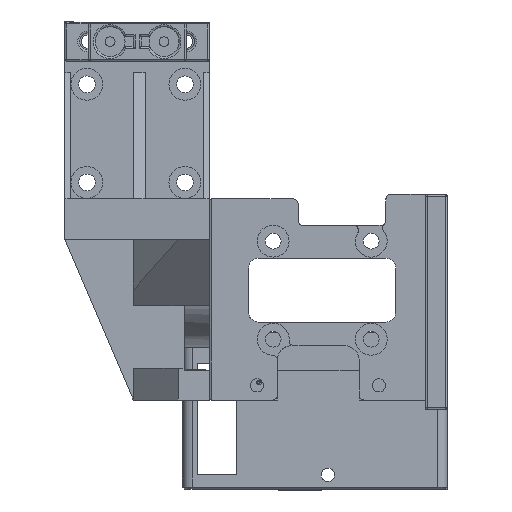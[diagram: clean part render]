
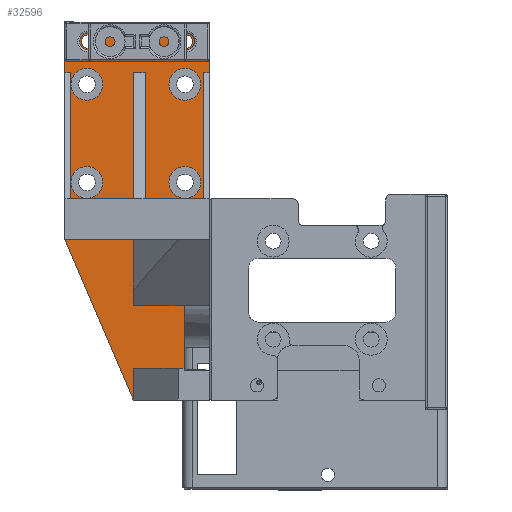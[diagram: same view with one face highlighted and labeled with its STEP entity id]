
A CAD part, front view. The second image highlights one B-rep face of the part: STEP entity #32596.
In plain terms, the highlighted planar face has unit normal (0, -1, 0).
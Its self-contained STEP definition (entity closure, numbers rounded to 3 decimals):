
#1154=FACE_BOUND('',#5123,.T.);
#1155=FACE_BOUND('',#5124,.T.);
#1156=FACE_BOUND('',#5125,.T.);
#1157=FACE_BOUND('',#5126,.T.);
#1158=FACE_BOUND('',#5127,.T.);
#1159=FACE_BOUND('',#5128,.T.);
#1422=CIRCLE('',#34625,1.35);
#1425=CIRCLE('',#34630,1.35);
#1434=CIRCLE('',#34650,3.25);
#1435=CIRCLE('',#34652,3.25);
#1436=CIRCLE('',#34654,3.25);
#1437=CIRCLE('',#34656,3.25);
#3158=FACE_OUTER_BOUND('',#5122,.T.);
#5122=EDGE_LOOP('',(#28208,#28209,#28210,#28211,#28212,#28213,#28214,#28215,
#28216,#28217,#28218,#28219,#28220,#28221,#28222,#28223,#28224,#28225,#28226));
#5123=EDGE_LOOP('',(#28227));
#5124=EDGE_LOOP('',(#28228));
#5125=EDGE_LOOP('',(#28229));
#5126=EDGE_LOOP('',(#28230));
#5127=EDGE_LOOP('',(#28231));
#5128=EDGE_LOOP('',(#28232));
#8800=LINE('',#52954,#12627);
#8806=LINE('',#52965,#12633);
#8808=LINE('',#52971,#12635);
#8822=LINE('',#53154,#12649);
#8830=LINE('',#53177,#12657);
#8836=LINE('',#53189,#12663);
#8845=LINE('',#53206,#12672);
#8855=LINE('',#53284,#12682);
#8856=LINE('',#53285,#12683);
#8857=LINE('',#53287,#12684);
#8858=LINE('',#53289,#12685);
#8859=LINE('',#53291,#12686);
#8860=LINE('',#53293,#12687);
#8861=LINE('',#53294,#12688);
#8862=LINE('',#53296,#12689);
#8863=LINE('',#53298,#12690);
#8864=LINE('',#53300,#12691);
#8865=LINE('',#53302,#12692);
#8866=LINE('',#53303,#12693);
#12627=VECTOR('',#41734,10.);
#12633=VECTOR('',#41742,10.);
#12635=VECTOR('',#41748,10.);
#12649=VECTOR('',#41832,10.);
#12657=VECTOR('',#41842,10.);
#12663=VECTOR('',#41850,10.);
#12672=VECTOR('',#41865,10.);
#12682=VECTOR('',#41917,10.);
#12683=VECTOR('',#41918,10.);
#12684=VECTOR('',#41919,10.);
#12685=VECTOR('',#41920,10.);
#12686=VECTOR('',#41921,10.);
#12687=VECTOR('',#41922,10.);
#12688=VECTOR('',#41923,10.);
#12689=VECTOR('',#41924,10.);
#12690=VECTOR('',#41925,10.);
#12691=VECTOR('',#41926,10.);
#12692=VECTOR('',#41927,10.);
#12693=VECTOR('',#41928,10.);
#15561=VERTEX_POINT('',#52951);
#15562=VERTEX_POINT('',#52953);
#15563=VERTEX_POINT('',#52957);
#15566=VERTEX_POINT('',#52963);
#15568=VERTEX_POINT('',#52969);
#15587=VERTEX_POINT('',#53138);
#15589=VERTEX_POINT('',#53146);
#15590=VERTEX_POINT('',#53150);
#15592=VERTEX_POINT('',#53153);
#15597=VERTEX_POINT('',#53169);
#15600=VERTEX_POINT('',#53175);
#15605=VERTEX_POINT('',#53187);
#15610=VERTEX_POINT('',#53205);
#15624=VERTEX_POINT('',#53268);
#15625=VERTEX_POINT('',#53272);
#15626=VERTEX_POINT('',#53276);
#15627=VERTEX_POINT('',#53280);
#15628=VERTEX_POINT('',#53286);
#15629=VERTEX_POINT('',#53288);
#15630=VERTEX_POINT('',#53290);
#15631=VERTEX_POINT('',#53292);
#15632=VERTEX_POINT('',#53295);
#15633=VERTEX_POINT('',#53297);
#15634=VERTEX_POINT('',#53299);
#15635=VERTEX_POINT('',#53301);
#19789=EDGE_CURVE('',#15562,#15561,#8800,.T.);
#19795=EDGE_CURVE('',#15561,#15566,#8806,.F.);
#19798=EDGE_CURVE('',#15563,#15568,#8808,.T.);
#19829=EDGE_CURVE('',#15587,#15587,#1422,.T.);
#19833=EDGE_CURVE('',#15589,#15589,#1425,.T.);
#19836=EDGE_CURVE('',#15590,#15592,#8822,.T.);
#19845=EDGE_CURVE('',#15597,#15600,#8830,.T.);
#19851=EDGE_CURVE('',#15590,#15605,#8836,.T.);
#19860=EDGE_CURVE('',#15610,#15562,#8845,.T.);
#19876=EDGE_CURVE('',#15624,#15624,#1434,.T.);
#19878=EDGE_CURVE('',#15625,#15625,#1435,.T.);
#19880=EDGE_CURVE('',#15626,#15626,#1436,.T.);
#19882=EDGE_CURVE('',#15627,#15627,#1437,.T.);
#19884=EDGE_CURVE('',#15568,#15597,#8855,.T.);
#19885=EDGE_CURVE('',#15592,#15600,#8856,.T.);
#19886=EDGE_CURVE('',#15605,#15628,#8857,.T.);
#19887=EDGE_CURVE('',#15628,#15629,#8858,.T.);
#19888=EDGE_CURVE('',#15629,#15630,#8859,.T.);
#19889=EDGE_CURVE('',#15631,#15630,#8860,.T.);
#19890=EDGE_CURVE('',#15610,#15631,#8861,.T.);
#19891=EDGE_CURVE('',#15566,#15632,#8862,.T.);
#19892=EDGE_CURVE('',#15632,#15633,#8863,.T.);
#19893=EDGE_CURVE('',#15633,#15634,#8864,.T.);
#19894=EDGE_CURVE('',#15635,#15634,#8865,.T.);
#19895=EDGE_CURVE('',#15635,#15563,#8866,.T.);
#28208=ORIENTED_EDGE('',*,*,#19798,.T.);
#28209=ORIENTED_EDGE('',*,*,#19884,.T.);
#28210=ORIENTED_EDGE('',*,*,#19845,.T.);
#28211=ORIENTED_EDGE('',*,*,#19885,.F.);
#28212=ORIENTED_EDGE('',*,*,#19836,.F.);
#28213=ORIENTED_EDGE('',*,*,#19851,.T.);
#28214=ORIENTED_EDGE('',*,*,#19886,.T.);
#28215=ORIENTED_EDGE('',*,*,#19887,.T.);
#28216=ORIENTED_EDGE('',*,*,#19888,.T.);
#28217=ORIENTED_EDGE('',*,*,#19889,.F.);
#28218=ORIENTED_EDGE('',*,*,#19890,.F.);
#28219=ORIENTED_EDGE('',*,*,#19860,.T.);
#28220=ORIENTED_EDGE('',*,*,#19789,.T.);
#28221=ORIENTED_EDGE('',*,*,#19795,.T.);
#28222=ORIENTED_EDGE('',*,*,#19891,.T.);
#28223=ORIENTED_EDGE('',*,*,#19892,.T.);
#28224=ORIENTED_EDGE('',*,*,#19893,.T.);
#28225=ORIENTED_EDGE('',*,*,#19894,.F.);
#28226=ORIENTED_EDGE('',*,*,#19895,.T.);
#28227=ORIENTED_EDGE('',*,*,#19882,.T.);
#28228=ORIENTED_EDGE('',*,*,#19880,.T.);
#28229=ORIENTED_EDGE('',*,*,#19878,.T.);
#28230=ORIENTED_EDGE('',*,*,#19876,.T.);
#28231=ORIENTED_EDGE('',*,*,#19829,.T.);
#28232=ORIENTED_EDGE('',*,*,#19833,.T.);
#31002=PLANE('',#34657);
#32596=ADVANCED_FACE('',(#3158,#1154,#1155,#1156,#1157,#1158,#1159),#31002,
 .T.);
#34625=AXIS2_PLACEMENT_3D('',#53139,#41815,#41816);
#34630=AXIS2_PLACEMENT_3D('',#53147,#41826,#41827);
#34650=AXIS2_PLACEMENT_3D('',#53269,#41897,#41898);
#34652=AXIS2_PLACEMENT_3D('',#53273,#41902,#41903);
#34654=AXIS2_PLACEMENT_3D('',#53277,#41907,#41908);
#34656=AXIS2_PLACEMENT_3D('',#53281,#41912,#41913);
#34657=AXIS2_PLACEMENT_3D('',#53283,#41915,#41916);
#41734=DIRECTION('',(-1.,0.,0.));
#41742=DIRECTION('',(0.,0.,1.));
#41748=DIRECTION('',(0.393,0.,-0.92));
#41815=DIRECTION('center_axis',(0.,1.,0.));
#41816=DIRECTION('ref_axis',(0.,0.,-1.));
#41826=DIRECTION('center_axis',(0.,1.,0.));
#41827=DIRECTION('ref_axis',(0.,0.,-1.));
#41832=DIRECTION('',(1.,0.,0.));
#41842=DIRECTION('',(1.,0.,0.));
#41850=DIRECTION('',(0.,0.,1.));
#41865=DIRECTION('',(0.,0.,1.));
#41897=DIRECTION('center_axis',(0.,1.,0.));
#41898=DIRECTION('ref_axis',(0.,0.,-1.));
#41902=DIRECTION('center_axis',(0.,1.,0.));
#41903=DIRECTION('ref_axis',(0.,0.,-1.));
#41907=DIRECTION('center_axis',(0.,1.,0.));
#41908=DIRECTION('ref_axis',(0.,0.,-1.));
#41912=DIRECTION('center_axis',(0.,1.,0.));
#41913=DIRECTION('ref_axis',(0.,0.,-1.));
#41915=DIRECTION('center_axis',(0.,-1.,0.));
#41916=DIRECTION('ref_axis',(0.,0.,
1.));
#41917=DIRECTION('',(0.,0.,1.));
#41918=DIRECTION('',(0.,0.,-1.));
#41919=DIRECTION('',(1.,0.,0.));
#41920=DIRECTION('',(0.,0.,-1.));
#41921=DIRECTION('',(1.,0.,0.));
#41922=DIRECTION('',(0.,0.,-1.));
#41923=DIRECTION('',(-1.,0.,0.));
#41924=DIRECTION('',(1.,0.,0.));
#41925=DIRECTION('',(0.,0.,-1.));
#41926=DIRECTION('',(1.,0.,0.));
#41927=DIRECTION('',(0.,0.,1.));
#41928=DIRECTION('',(-1.,0.,0.));
#52951=CARTESIAN_POINT('',(-14.529,-8.096,-27.3));
#52953=CARTESIAN_POINT('',(14.971,-8.096,-27.3));
#52954=CARTESIAN_POINT('',(8.621,-8.096,-27.3));
#52957=CARTESIAN_POINT('',(-14.529,-8.096,-71.641));
#52963=CARTESIAN_POINT('',(-14.529,-8.096,-37.641));
#52965=CARTESIAN_POINT('',(-14.529,-8.096,-85.118));
#52969=CARTESIAN_POINT('',(-0.529,-8.096,-104.391));
#52971=CARTESIAN_POINT('',(-6.822,-8.096,-89.67));
#53138=CARTESIAN_POINT('',(10.213,-8.096,-29.95));
#53139=CARTESIAN_POINT('Origin',(10.213,-8.096,-31.3));
#53146=CARTESIAN_POINT('',(-9.787,-8.096,-29.95));
#53147=CARTESIAN_POINT('Origin',(-9.787,-8.096,-31.3));
#53150=CARTESIAN_POINT('',(-0.529,-8.096,-85.194));
#53153=CARTESIAN_POINT('',(9.821,-8.096,-85.194));
#53154=CARTESIAN_POINT('',(-14.529,-8.096,-85.194));
#53169=CARTESIAN_POINT('',(-0.529,-8.096,-97.962));
#53175=CARTESIAN_POINT('',(9.821,-8.096,-97.962));
#53177=CARTESIAN_POINT('',(-14.529,-8.096,-97.962));
#53187=CARTESIAN_POINT('',(-0.529,-8.096,-37.641));
#53189=CARTESIAN_POINT('',(-0.529,-8.096,-77.454));
#53205=CARTESIAN_POINT('',(14.971,-8.096,-37.641));
#53206=CARTESIAN_POINT('',(14.971,-8.096,-36.323));
#53268=CARTESIAN_POINT('',(9.971,-8.096,-56.75));
#53269=CARTESIAN_POINT('Origin',(9.971,-8.096,-60.));
#53272=CARTESIAN_POINT('',(-10.029,-8.096,-36.75));
#53273=CARTESIAN_POINT('Origin',(-10.029,-8.096,-40.));
#53276=CARTESIAN_POINT('',(9.971,-8.096,-36.75));
#53277=CARTESIAN_POINT('Origin',(9.971,-8.096,-40.));
#53280=CARTESIAN_POINT('',(-10.029,-8.096,-56.75));
#53281=CARTESIAN_POINT('Origin',(-10.029,-8.096,-60.));
#53283=CARTESIAN_POINT('Origin',(8.621,-8.096,-104.391));
#53284=CARTESIAN_POINT('',(-0.529,-8.096,-77.454));
#53285=CARTESIAN_POINT('',(9.821,-8.096,-96.498));
#53286=CARTESIAN_POINT('',(1.871,-8.096,-37.641));
#53287=CARTESIAN_POINT('',(4.046,-8.096,-37.641));
#53288=CARTESIAN_POINT('',(1.871,-8.096,-63.391));
#53289=CARTESIAN_POINT('',(1.871,-8.096,-77.454));
#53290=CARTESIAN_POINT('',(13.771,-8.096,-63.391));
#53291=CARTESIAN_POINT('',(-2.954,-8.096,-63.391));
#53292=CARTESIAN_POINT('',(13.771,-8.096,-37.641));
#53293=CARTESIAN_POINT('',(13.771,-8.096,-56.954));
#53294=CARTESIAN_POINT('',(14.971,-8.096,-37.641));
#53295=CARTESIAN_POINT('',(-13.329,-8.096,-37.641));
#53296=CARTESIAN_POINT('',(-2.954,-8.096,-37.641));
#53297=CARTESIAN_POINT('',(-13.329,-8.096,-63.391));
#53298=CARTESIAN_POINT('',(-13.329,-8.096,-77.454));
#53299=CARTESIAN_POINT('',(-6.529,-8.096,-63.391));
#53300=CARTESIAN_POINT('',(-2.954,-8.096,-63.391));
#53301=CARTESIAN_POINT('',(-6.529,-8.096,-71.641));
#53302=CARTESIAN_POINT('',(-6.529,-8.096,-104.391));
#53303=CARTESIAN_POINT('',(-2.954,-8.096,-71.641));
